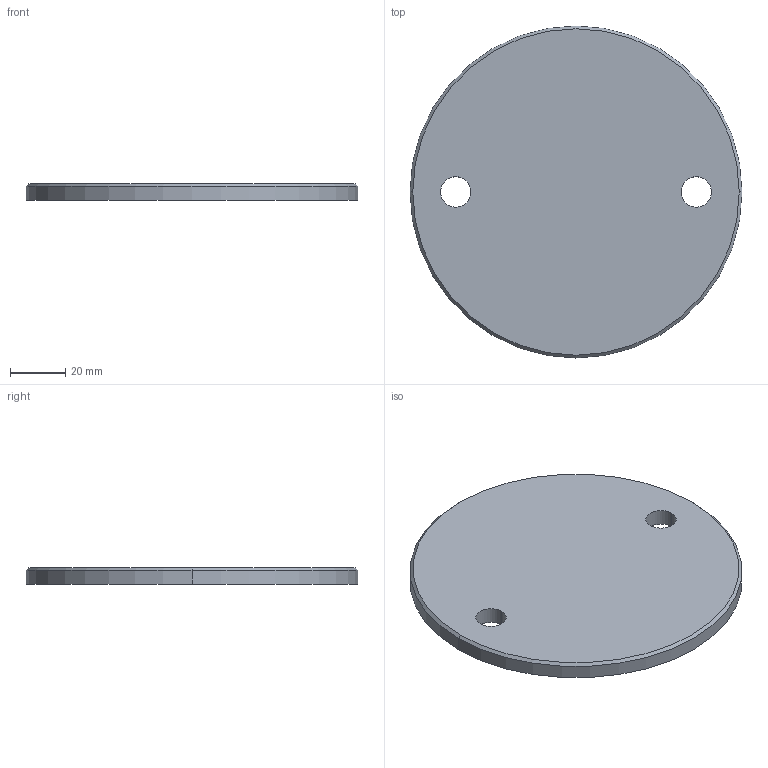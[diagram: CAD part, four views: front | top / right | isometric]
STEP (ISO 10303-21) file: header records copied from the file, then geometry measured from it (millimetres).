
FILE_DESCRIPTION (( 'STEP AP203' ), '1' );
FILE_NAME ('A_1950-120.STEP', '2023-01-27T14:01:02', ( '' ), ( '' ), 'SwSTEP 2.0', 'SolidWorks 2019', '' );
FILE_SCHEMA (( 'CONFIG_CONTROL_DESIGN' ));
Length unit declared in the file: millimetre
Products named in the file (1): A_1950-120
Bounding box: 120 x 120 x 6 mm (x, y, z)
Volume: 66530.6 mm3; surface area: 24693.8 mm2
Topology: 1 solids, 1 shells, 10 faces, 22 edges, 14 vertices
Faces by surface type: cylinder 6, cone 2, plane 2
Entity records: 369 total; most frequent: DIRECTION 58, CARTESIAN_POINT 47, ORIENTED_EDGE 44, AXIS2_PLACEMENT_3D 25, EDGE_CURVE 22, EDGE_LOOP 14, CIRCLE 14, VERTEX_POINT 14
